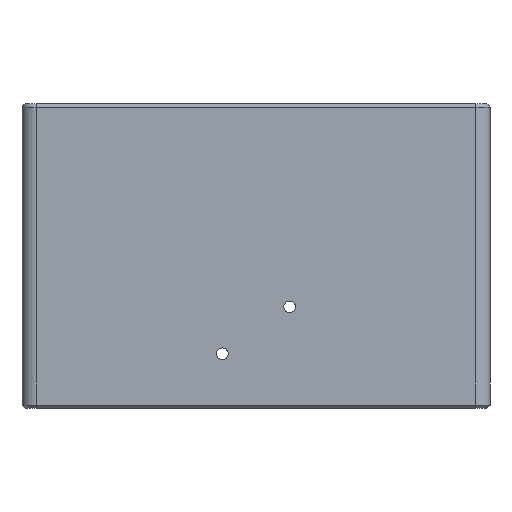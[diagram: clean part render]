
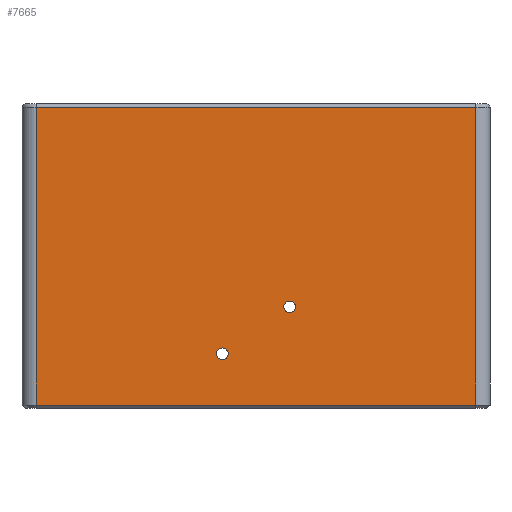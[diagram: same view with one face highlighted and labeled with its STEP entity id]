
A CAD part, left-side view. The second image highlights one B-rep face of the part: STEP entity #7665.
In plain terms, the highlighted planar face has unit normal (-1, 0, 0).
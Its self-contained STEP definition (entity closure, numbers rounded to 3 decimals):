
#119=FACE_BOUND('',#1047,.T.);
#120=FACE_BOUND('',#1048,.T.);
#163=CIRCLE('',#8139,1.8);
#164=CIRCLE('',#8140,1.8);
#574=FACE_OUTER_BOUND('',#1046,.T.);
#1046=EDGE_LOOP('',(#6758,#6759,#6760,#6761));
#1047=EDGE_LOOP('',(#6762));
#1048=EDGE_LOOP('',(#6763));
#2028=LINE('',#12184,#3010);
#2034=LINE('',#12212,#3016);
#2035=LINE('',#12216,#3017);
#2036=LINE('',#12217,#3018);
#3010=VECTOR('',#9960,10.);
#3016=VECTOR('',#9996,10.);
#3017=VECTOR('',#10001,10.);
#3018=VECTOR('',#10002,10.);
#3704=VERTEX_POINT('',#12177);
#3705=VERTEX_POINT('',#12182);
#3712=VERTEX_POINT('',#12211);
#3713=VERTEX_POINT('',#12215);
#3714=VERTEX_POINT('',#12218);
#3715=VERTEX_POINT('',#12220);
#4721=EDGE_CURVE('',#3705,#3704,#2028,.T.);
#4735=EDGE_CURVE('',#3712,#3704,#2034,.T.);
#4737=EDGE_CURVE('',#3713,#3705,#2035,.T.);
#4738=EDGE_CURVE('',#3712,#3713,#2036,.T.);
#4739=EDGE_CURVE('',#3714,#3714,#163,.T.);
#4740=EDGE_CURVE('',#3715,#3715,#164,.T.);
#6758=ORIENTED_EDGE('',*,*,#4721,.F.);
#6759=ORIENTED_EDGE('',*,*,#4737,.F.);
#6760=ORIENTED_EDGE('',*,*,#4738,.F.);
#6761=ORIENTED_EDGE('',*,*,#4735,.T.);
#6762=ORIENTED_EDGE('',*,*,#4739,.T.);
#6763=ORIENTED_EDGE('',*,*,#4740,.T.);
#7267=PLANE('',#8138);
#7665=ADVANCED_FACE('',(#574,#119,#120),#7267,.T.);
#8138=AXIS2_PLACEMENT_3D('',#12214,#9999,#10000);
#8139=AXIS2_PLACEMENT_3D('',#12219,#10003,#10004);
#8140=AXIS2_PLACEMENT_3D('',#12221,#10005,#10006);
#9960=DIRECTION('',(0.,-1.,0.));
#9996=DIRECTION('',(0.,0.,1.));
#9999=DIRECTION('center_axis',(-1.,0.,0.));
#10000=DIRECTION('ref_axis',(0.,-1.,0.));
#10001=DIRECTION('',(0.,0.,1.));
#10002=DIRECTION('',(0.,1.,0.));
#10003=DIRECTION('center_axis',(1.,0.,0.));
#10004=DIRECTION('ref_axis',(0.,1.,0.));
#10005=DIRECTION('center_axis',(1.,0.,0.));
#10006=DIRECTION('ref_axis',(0.,1.,0.));
#12177=CARTESIAN_POINT('',(-23.52,2.,93.74));
#12182=CARTESIAN_POINT('',(-23.52,139.,93.74));
#12184=CARTESIAN_POINT('',(-23.52,104.75,93.74));
#12211=CARTESIAN_POINT('',(-23.52,2.,1.));
#12212=CARTESIAN_POINT('',(-23.52,2.,0.));
#12214=CARTESIAN_POINT('Origin',(-23.52,139.,0.));
#12215=CARTESIAN_POINT('',(-23.52,139.,1.));
#12216=CARTESIAN_POINT('',(-23.52,139.,0.));
#12217=CARTESIAN_POINT('',(-23.52,104.75,1.));
#12218=CARTESIAN_POINT('',(-23.52,79.2,17.));
#12219=CARTESIAN_POINT('Origin',(-23.52,81.,17.));
#12220=CARTESIAN_POINT('',(-23.52,58.2,31.6));
#12221=CARTESIAN_POINT('Origin',(-23.52,60.,31.6));
